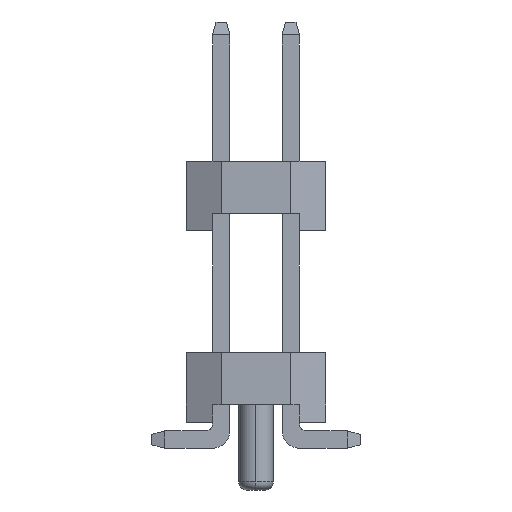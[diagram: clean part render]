
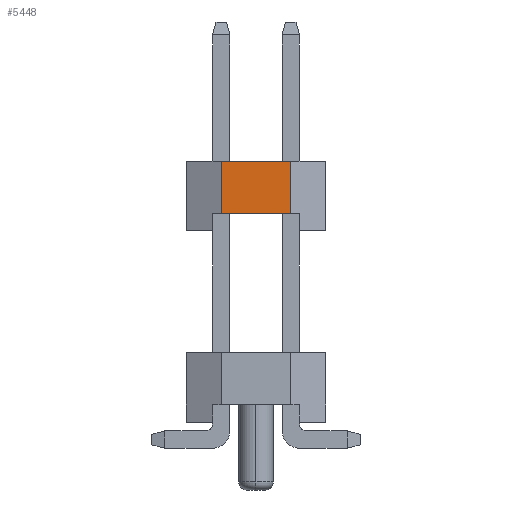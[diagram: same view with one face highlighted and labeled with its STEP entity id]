
A CAD part, left-side view. The second image highlights one B-rep face of the part: STEP entity #5448.
In plain terms, the highlighted planar face has unit normal (-1, 0, 0).
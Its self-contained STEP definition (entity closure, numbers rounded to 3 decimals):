
#1355 = PLANE ( 'NONE',  #26526 ) ;
#3477 = LINE ( 'NONE', #24548, #27890 ) ;
#3661 = VECTOR ( 'NONE', #5852, 1000. ) ;
#3727 = VERTEX_POINT ( 'NONE', #23064 ) ;
#4566 = CARTESIAN_POINT ( 'NONE',  ( -19., 13.977, -55.5 ) ) ;
#5373 = VERTEX_POINT ( 'NONE', #24847 ) ;
#5448 = ADVANCED_FACE ( 'NONE', ( #34852 ), #1355, .F. ) ;
#5726 = EDGE_LOOP ( 'NONE', ( #24856, #12122, #34756, #17058 ) ) ;
#5852 = DIRECTION ( 'NONE',  ( 0., 0., 1. ) ) ;
#6108 = EDGE_CURVE ( 'NONE', #6991, #34778, #3477, .T. ) ;
#6991 = VERTEX_POINT ( 'NONE', #12822 ) ;
#8352 = DIRECTION ( 'NONE',  ( 0., 1., 0. ) ) ;
#12122 = ORIENTED_EDGE ( 'NONE', *, *, #16192, .F. ) ;
#12822 = CARTESIAN_POINT ( 'NONE',  ( -19., 1., 7.5 ) ) ;
#12926 = CARTESIAN_POINT ( 'NONE',  ( -19., 1., 4. ) ) ;
#16192 = EDGE_CURVE ( 'NONE', #3727, #6991, #37391, .T. ) ;
#17058 = ORIENTED_EDGE ( 'NONE', *, *, #24533, .T. ) ;
#17601 = LINE ( 'NONE', #29620, #31873 ) ;
#22330 = EDGE_CURVE ( 'NONE', #5373, #3727, #17601, .T. ) ;
#22817 = DIRECTION ( 'NONE',  ( 1., 0., 0. ) ) ;
#23064 = CARTESIAN_POINT ( 'NONE',  ( -19., 1., 6. ) ) ;
#23916 = LINE ( 'NONE', #24299, #3661 ) ;
#24299 = CARTESIAN_POINT ( 'NONE',  ( -19., -1., 4. ) ) ;
#24533 = EDGE_CURVE ( 'NONE', #5373, #34778, #23916, .T. ) ;
#24548 = CARTESIAN_POINT ( 'NONE',  ( -19., 0., 7.5 ) ) ;
#24847 = CARTESIAN_POINT ( 'NONE',  ( -19., -1., 6. ) ) ;
#24856 = ORIENTED_EDGE ( 'NONE', *, *, #6108, .F. ) ;
#24970 = CARTESIAN_POINT ( 'NONE',  ( -19., -1., 7.5 ) ) ;
#26526 = AXIS2_PLACEMENT_3D ( 'NONE', #4566, #22817, #38242 ) ;
#27623 = VECTOR ( 'NONE', #34374, 1000. ) ;
#27890 = VECTOR ( 'NONE', #33770, 1000. ) ;
#29620 = CARTESIAN_POINT ( 'NONE',  ( -19., 1.25, 6. ) ) ;
#31873 = VECTOR ( 'NONE', #8352, 1000. ) ;
#33770 = DIRECTION ( 'NONE',  ( 0., -1., 0. ) ) ;
#34374 = DIRECTION ( 'NONE',  ( 0., 0., 1. ) ) ;
#34756 = ORIENTED_EDGE ( 'NONE', *, *, #22330, .F. ) ;
#34778 = VERTEX_POINT ( 'NONE', #24970 ) ;
#34852 = FACE_OUTER_BOUND ( 'NONE', #5726, .T. ) ;
#37391 = LINE ( 'NONE', #12926, #27623 ) ;
#38242 = DIRECTION ( 'NONE',  ( 0., 1., 0. ) ) ;
